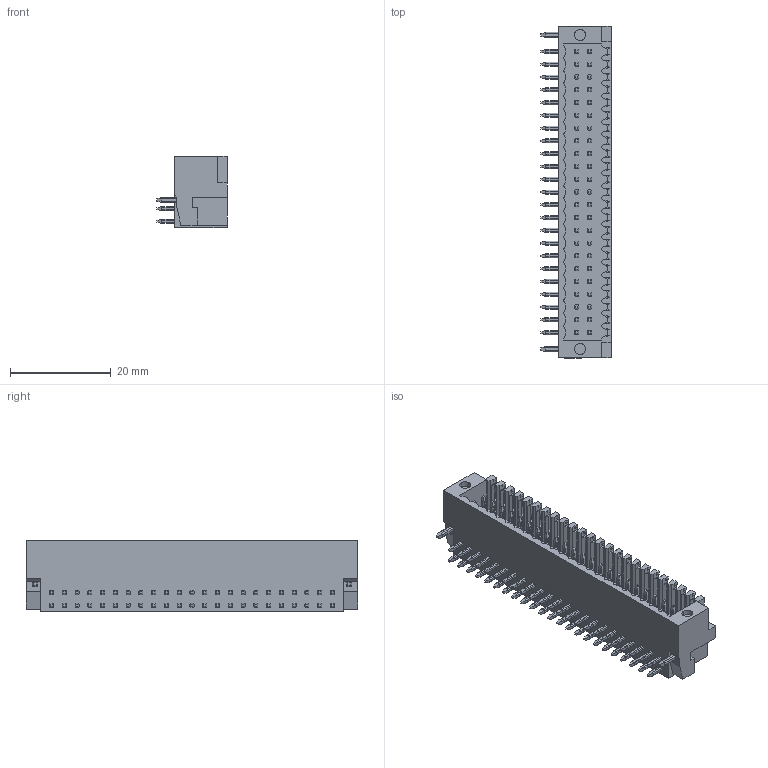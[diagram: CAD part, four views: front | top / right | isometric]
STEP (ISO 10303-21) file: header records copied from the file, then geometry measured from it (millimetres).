
FILE_DESCRIPTION((''),'2;1');
FILE_NAME('TLPHDW-020R','2024-10-17T13:33:20',('tluser'),(''),'CREO PARAMETRIC BY PTC INC, 2018100','CREO PARAMETRIC BY PTC INC, 2018100','');
FILE_SCHEMA(('CONFIG_CONTROL_DESIGN'));
Length unit declared in the file: millimetre
Products named in the file (1): TLPHDW-020R
Bounding box: 14 x 65.98 x 14.2 mm (x, y, z)
Volume: 6286.3 mm3; surface area: 5822.6 mm2
Topology: 1 solids, 1 shells, 1800 faces, 5060 edges, 3354 vertices
Faces by surface type: plane 1383, cylinder 413, torus 4
Entity records: 58795 total; most frequent: CARTESIAN_POINT 13337, ORIENTED_EDGE 10120, DIRECTION 8330, EDGE_CURVE 5060, VECTOR 3846, LINE 3846, VERTEX_POINT 3354, AXIS2_PLACEMENT_3D 2242
